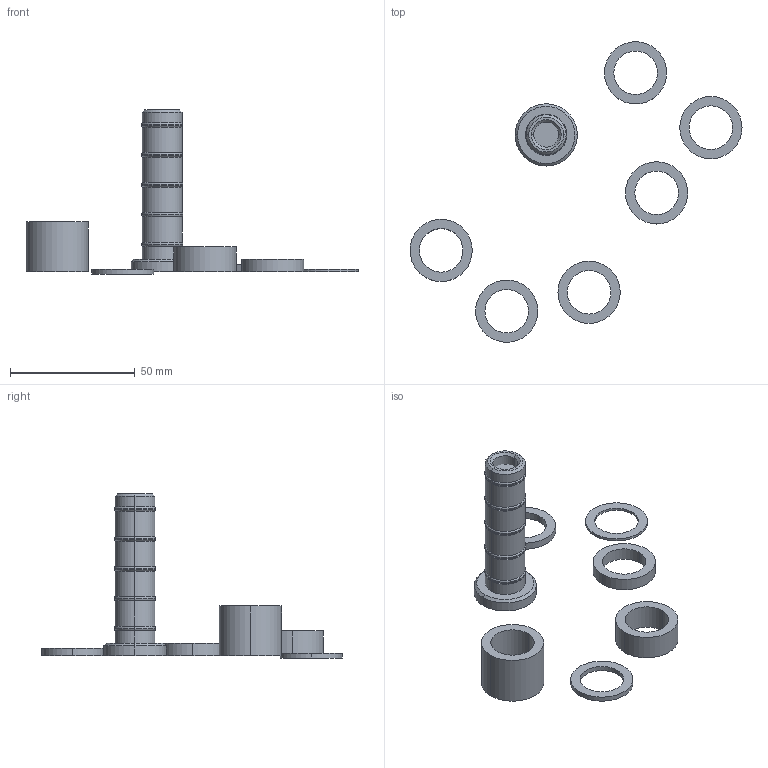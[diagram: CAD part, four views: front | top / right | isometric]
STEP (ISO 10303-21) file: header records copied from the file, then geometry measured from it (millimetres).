
FILE_DESCRIPTION(('STEP AP214'),'1');
FILE_NAME('160821.STP','2011-09-08T13:53:06',(' '),(' '),'Spatial InterOp 3D',' ',' ');
FILE_SCHEMA(('automotive_design'));
Length unit declared in the file: millimetre
Products named in the file (17): Zylinder
Bounding box: 133.31 x 120.71 x 66 mm (x, y, z)
Volume: 24270.9 mm3; surface area: 17728.4 mm2
Topology: 17 solids, 17 shells, 147 faces, 272 edges, 172 vertices
Faces by surface type: cylinder 72, plane 47, torus 20, cone 8
Entity records: 5306 total; most frequent: DIRECTION 792, CARTESIAN_POINT 608, ORIENTED_EDGE 544, AXIS2_PLACEMENT_3D 356, EDGE_CURVE 272, CIRCLE 192, EDGE_LOOP 172, VERTEX_POINT 172
